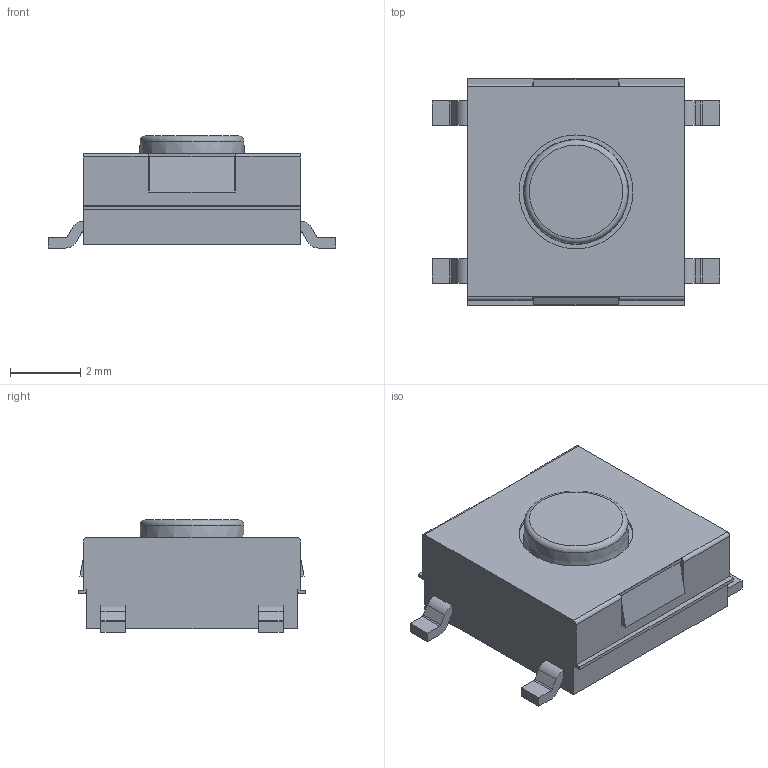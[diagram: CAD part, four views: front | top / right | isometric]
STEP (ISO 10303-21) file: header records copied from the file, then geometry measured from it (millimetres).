
FILE_DESCRIPTION((' '),'2;1');
FILE_NAME('TL3303FxxxQG.stp','2017-07-20T14:31:14',(' '),(' '),' ','ACIS',' ');
FILE_SCHEMA(('CONFIG_CONTROL_DESIGN'));
Length unit declared in the file: inch
Products named in the file (1): TL3303FxxxQG.stp
Bounding box: 8.2 x 6.5 x 3.2 mm (x, y, z)
Volume: 85.6 mm3; surface area: 316.1 mm2
Topology: 1 solids, 1 shells, 183 faces, 475 edges, 312 vertices
Faces by surface type: plane 124, cylinder 52, sphere 2, cone 2, bspline 2, torus 1
Full cylindrical faces by diameter (mm): 3.25 x1, 5 x1
Entity records: 5643 total; most frequent: CARTESIAN_POINT 1008, DIRECTION 932, ORIENTED_EDGE 926, EDGE_CURVE 463, VECTOR 358, LINE 358, VERTEX_POINT 309, AXIS2_PLACEMENT_3D 287
